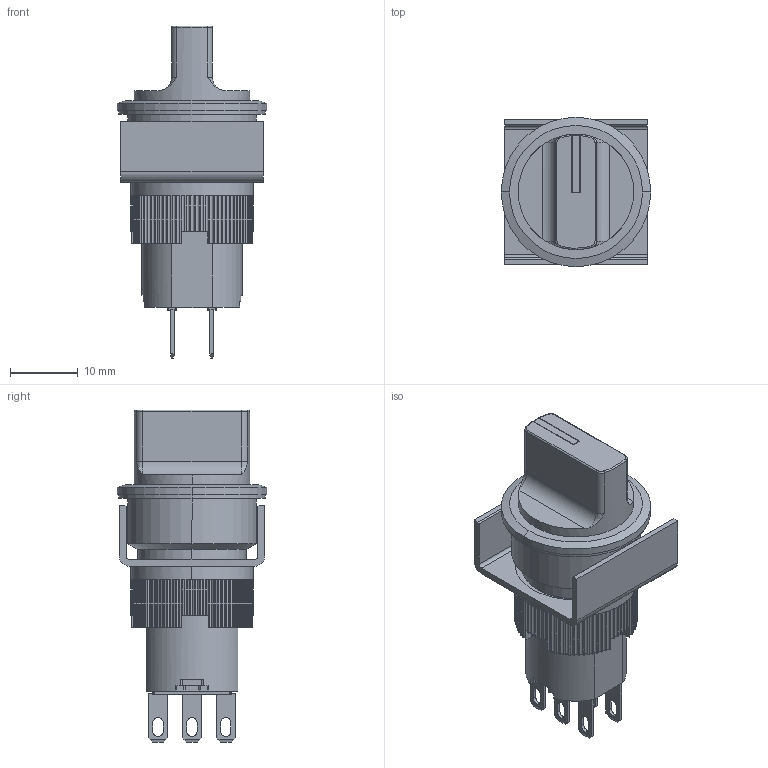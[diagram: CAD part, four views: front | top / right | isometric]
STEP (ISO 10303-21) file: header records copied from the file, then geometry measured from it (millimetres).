
FILE_DESCRIPTION (( 'STEP AP203' ), '1' );
FILE_NAME ('AF16PR-2C2B.step', '2022-08-18T15:44:11', ( '' ), ( '' ), 'SwSTEP 2.0', 'SolidWorks 2021', '' );
FILE_SCHEMA (( 'CONFIG_CONTROL_DESIGN' ));
Length unit declared in the file: inch
Products named in the file (1): AF16PR-2C2B
Bounding box: 22 x 22 x 48.9 mm (x, y, z)
Volume: 8075.8 mm3; surface area: 6719.1 mm2
Topology: 12 solids, 12 shells, 709 faces, 1988 edges, 1320 vertices
Faces by surface type: plane 505, cylinder 189, bspline 11, cone 4
Entity records: 23193 total; most frequent: CARTESIAN_POINT 4345, ORIENTED_EDGE 3976, DIRECTION 3925, EDGE_CURVE 1988, LINE 1393, VECTOR 1393, VERTEX_POINT 1320, AXIS2_PLACEMENT_3D 1266
